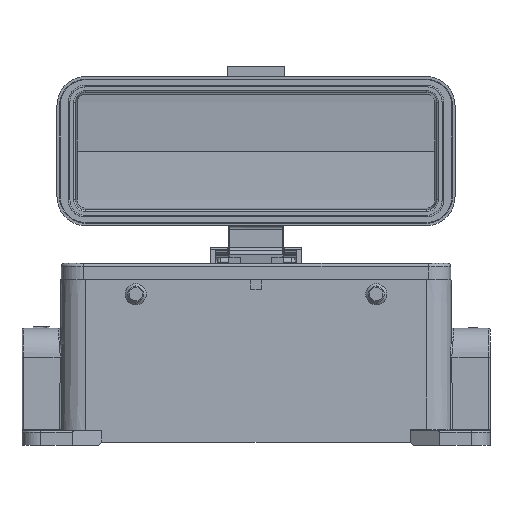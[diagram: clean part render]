
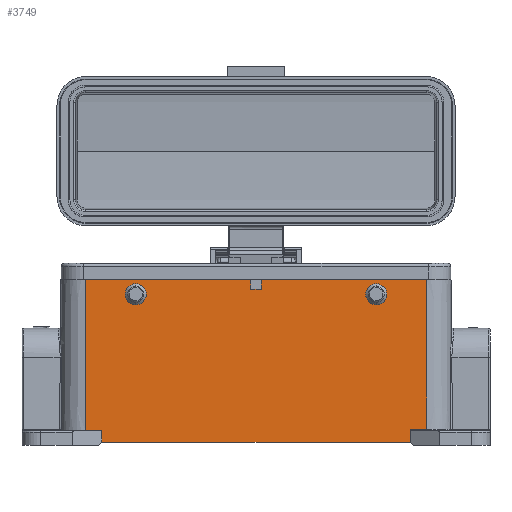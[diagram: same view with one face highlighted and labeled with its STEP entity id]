
A CAD part, left-side view. The second image highlights one B-rep face of the part: STEP entity #3749.
In plain terms, the highlighted planar face has unit normal (-1, 0, 0.009).
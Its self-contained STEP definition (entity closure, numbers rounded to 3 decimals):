
#185=ELLIPSE('',#27737,1.5,1.5);
#186=ELLIPSE('',#27738,1.5,1.5);
#2139=PLANE('',#27739);
#2468=FACE_BOUND('',#6929,.T.);
#2469=FACE_BOUND('',#6930,.T.);
#2470=FACE_BOUND('',#6931,.T.);
#3749=ADVANCED_FACE('',(#2468,#2469,#2470),#2139,.T.);
#6929=EDGE_LOOP('',(#14172));
#6930=EDGE_LOOP('',(#14173));
#6931=EDGE_LOOP('',(#14174,#14175,#14176,#14177,#14178,#14179,#14180,#14181,
#14182,#14183,#14184,#14185));
#8588=LINE('',#45766,#10242);
#8643=LINE('',#46225,#10297);
#8648=LINE('',#46239,#10302);
#8656=LINE('',#46268,#10310);
#8659=LINE('',#46275,#10313);
#8800=LINE('',#46987,#10454);
#8815=LINE('',#47141,#10469);
#8818=LINE('',#47166,#10472);
#8819=LINE('',#47172,#10473);
#8820=LINE('',#47174,#10474);
#8821=LINE('',#47175,#10475);
#8822=LINE('',#47177,#10476);
#10242=VECTOR('',#31157,1.);
#10297=VECTOR('',#31370,1.);
#10302=VECTOR('',#31383,1.);
#10310=VECTOR('',#31409,1.);
#10313=VECTOR('',#31414,1.);
#10454=VECTOR('',#31797,1.);
#10469=VECTOR('',#31850,1.);
#10472=VECTOR('',#31879,1.);
#10473=VECTOR('',#31886,1.);
#10474=VECTOR('',#31887,1.);
#10475=VECTOR('',#31888,1.);
#10476=VECTOR('',#31889,1.);
#14172=ORIENTED_EDGE('',*,*,#23338,.T.);
#14173=ORIENTED_EDGE('',*,*,#23339,.T.);
#14174=ORIENTED_EDGE('',*,*,#23326,.T.);
#14175=ORIENTED_EDGE('',*,*,#23340,.T.);
#14176=ORIENTED_EDGE('',*,*,#23341,.T.);
#14177=ORIENTED_EDGE('',*,*,#22926,.T.);
#14178=ORIENTED_EDGE('',*,*,#23342,.F.);
#14179=ORIENTED_EDGE('',*,*,#23343,.T.);
#14180=ORIENTED_EDGE('',*,*,#23043,.T.);
#14181=ORIENTED_EDGE('',*,*,#23050,.F.);
#14182=ORIENTED_EDGE('',*,*,#23062,.F.);
#14183=ORIENTED_EDGE('',*,*,#23065,.T.);
#14184=ORIENTED_EDGE('',*,*,#23296,.T.);
#14185=ORIENTED_EDGE('',*,*,#23337,.T.);
#20044=VERTEX_POINT('',#45765);
#20045=VERTEX_POINT('',#45767);
#20121=VERTEX_POINT('',#46224);
#20122=VERTEX_POINT('',#46226);
#20126=VERTEX_POINT('',#46238);
#20133=VERTEX_POINT('',#46269);
#20135=VERTEX_POINT('',#46274);
#20288=VERTEX_POINT('',#46986);
#20303=VERTEX_POINT('',#47140);
#20304=VERTEX_POINT('',#47142);
#20309=VERTEX_POINT('',#47169);
#20310=VERTEX_POINT('',#47171);
#20311=VERTEX_POINT('',#47173);
#20312=VERTEX_POINT('',#47176);
#22926=EDGE_CURVE('',#20045,#20044,#8588,.T.);
#23043=EDGE_CURVE('',#20122,#20121,#8643,.T.);
#23050=EDGE_CURVE('',#20126,#20121,#8648,.T.);
#23062=EDGE_CURVE('',#20133,#20126,#8656,.T.);
#23065=EDGE_CURVE('',#20133,#20135,#8659,.T.);
#23296=EDGE_CURVE('',#20135,#20288,#8800,.T.);
#23326=EDGE_CURVE('',#20304,#20303,#8815,.T.);
#23337=EDGE_CURVE('',#20288,#20304,#8818,.T.);
#23338=EDGE_CURVE('',#20309,#20309,#185,.T.);
#23339=EDGE_CURVE('',#20310,#20310,#186,.T.);
#23340=EDGE_CURVE('',#20303,#20311,#8819,.T.);
#23341=EDGE_CURVE('',#20311,#20045,#8820,.T.);
#23342=EDGE_CURVE('',#20312,#20044,#8821,.T.);
#23343=EDGE_CURVE('',#20312,#20122,#8822,.T.);
#27737=AXIS2_PLACEMENT_3D('',#47168,#31882,#31883);
#27738=AXIS2_PLACEMENT_3D('',#47170,#31884,#31885);
#27739=AXIS2_PLACEMENT_3D('',#47178,#31890,#31891);
#31157=DIRECTION('',(0.,1.,0.));
#31370=DIRECTION('',(-0.009,0.,-1.));
#31383=DIRECTION('',(0.,1.,0.));
#31409=DIRECTION('',(0.009,0.,1.));
#31414=DIRECTION('',(0.,-1.,0.));
#31797=DIRECTION('',(0.009,0.,1.));
#31850=DIRECTION('',(0.009,0.,1.));
#31879=DIRECTION('',(0.,-1.,0.));
#31882=DIRECTION('',(1.,0.,-0.009));
#31883=DIRECTION('',(-0.009,0.,-1.));
#31884=DIRECTION('',(1.,0.,-0.009));
#31885=DIRECTION('',(-0.009,0.,-1.));
#31886=DIRECTION('',(0.,1.,0.));
#31887=DIRECTION('',(-0.009,0.,-1.));
#31888=DIRECTION('',(-0.009,0.,-1.));
#31889=DIRECTION('',(0.,1.,0.));
#31890=DIRECTION('',(-1.,0.,0.009));
#31891=DIRECTION('',(0.,1.,0.));
#45765=CARTESIAN_POINT('',(-21.526,1.6,48.));
#45766=CARTESIAN_POINT('',(-21.526,-1.6,48.));
#45767=CARTESIAN_POINT('',(-21.526,-1.6,48.));
#46224=CARTESIAN_POINT('',(-21.906,52.5,4.5));
#46225=CARTESIAN_POINT('',(-21.5,52.5,51.));
#46226=CARTESIAN_POINT('',(-21.5,52.5,51.));
#46238=CARTESIAN_POINT('',(-21.906,47.5,4.5));
#46239=CARTESIAN_POINT('',(-21.906,47.5,4.5));
#46268=CARTESIAN_POINT('',(-21.936,47.5,1.));
#46269=CARTESIAN_POINT('',(-21.936,47.5,1.));
#46274=CARTESIAN_POINT('',(-21.936,-47.5,1.));
#46275=CARTESIAN_POINT('',(-21.936,47.5,1.));
#46986=CARTESIAN_POINT('',(-21.901,-47.5,4.996));
#46987=CARTESIAN_POINT('',(-21.936,-47.5,1.));
#47140=CARTESIAN_POINT('',(-21.5,-52.5,51.));
#47141=CARTESIAN_POINT('',(-21.901,-52.5,4.996));
#47142=CARTESIAN_POINT('',(-21.901,-52.5,4.996));
#47166=CARTESIAN_POINT('',(-21.901,-47.5,4.996));
#47168=CARTESIAN_POINT('',(-21.539,37.,46.5));
#47169=CARTESIAN_POINT('',(-21.552,37.,45.));
#47170=CARTESIAN_POINT('',(-21.539,-37.,46.5));
#47171=CARTESIAN_POINT('',(-21.552,-37.,45.));
#47172=CARTESIAN_POINT('',(-21.5,-52.5,51.));
#47173=CARTESIAN_POINT('',(-21.5,-1.6,51.));
#47174=CARTESIAN_POINT('',(-21.5,-1.6,51.));
#47175=CARTESIAN_POINT('',(-21.5,1.6,51.));
#47176=CARTESIAN_POINT('',(-21.5,1.6,51.));
#47177=CARTESIAN_POINT('',(-21.5,1.6,51.));
#47178=CARTESIAN_POINT('',(-21.5,55.148,51.));
